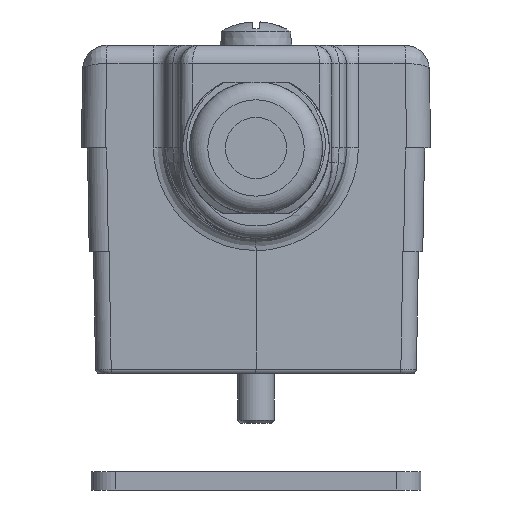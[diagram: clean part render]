
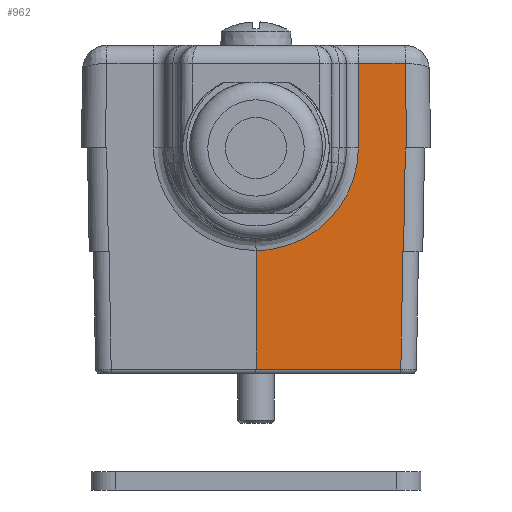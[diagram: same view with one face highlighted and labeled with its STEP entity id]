
A CAD part, left-side view. The second image highlights one B-rep face of the part: STEP entity #962.
In plain terms, the highlighted planar face has unit normal (-1, -0.018, 0).
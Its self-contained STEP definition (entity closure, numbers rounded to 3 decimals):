
#243=B_SPLINE_CURVE_WITH_KNOTS('',3,(#11054,#11055,#11056,#11057,#11058,
#11059),.UNSPECIFIED.,.F.,.F.,(4,2,4),(0.,0.5,1.),.UNSPECIFIED.);
#601=FACE_OUTER_BOUND('',#2720,.T.);
#962=ADVANCED_FACE('',(#601),#1281,.T.);
#1281=PLANE('',#6895);
#1576=LINE('',#10651,#2140);
#1587=LINE('',#10763,#2151);
#1604=LINE('',#10906,#2168);
#1612=LINE('',#10948,#2176);
#1618=LINE('',#10966,#2182);
#1622=LINE('',#10978,#2186);
#1628=LINE('',#11104,#2192);
#1629=LINE('',#11106,#2193);
#1630=LINE('',#11107,#2194);
#2140=VECTOR('',#7491,1.);
#2151=VECTOR('',#7542,1.);
#2168=VECTOR('',#7639,1.);
#2176=VECTOR('',#7671,1.);
#2182=VECTOR('',#7689,1.);
#2186=VECTOR('',#7701,1.);
#2192=VECTOR('',#7711,1.);
#2193=VECTOR('',#7714,1.);
#2194=VECTOR('',#7715,1.);
#2720=EDGE_LOOP('',(#3540,#3541,#3542,#3543,#3544,#3545,#3546,#3547,#3548,
#3549));
#3540=ORIENTED_EDGE('',*,*,#6002,.F.);
#3541=ORIENTED_EDGE('',*,*,#5883,.T.);
#3542=ORIENTED_EDGE('',*,*,#5907,.T.);
#3543=ORIENTED_EDGE('',*,*,#5988,.T.);
#3544=ORIENTED_EDGE('',*,*,#5997,.T.);
#3545=ORIENTED_EDGE('',*,*,#6001,.F.);
#3546=ORIENTED_EDGE('',*,*,#5956,.T.);
#3547=ORIENTED_EDGE('',*,*,#5982,.T.);
#3548=ORIENTED_EDGE('',*,*,#6003,.F.);
#3549=ORIENTED_EDGE('',*,*,#5973,.T.);
#5214=VERTEX_POINT('',#10585);
#5217=VERTEX_POINT('',#10649);
#5231=VERTEX_POINT('',#10764);
#5256=VERTEX_POINT('',#10887);
#5260=VERTEX_POINT('',#10905);
#5273=VERTEX_POINT('',#10946);
#5275=VERTEX_POINT('',#10949);
#5281=VERTEX_POINT('',#10967);
#5285=VERTEX_POINT('',#10979);
#5289=VERTEX_POINT('',#11004);
#5883=EDGE_CURVE('',#5217,#5214,#1576,.T.);
#5907=EDGE_CURVE('',#5214,#5231,#1587,.T.);
#5956=EDGE_CURVE('',#5256,#5260,#1604,.T.);
#5973=EDGE_CURVE('',#5275,#5273,#1612,.T.);
#5982=EDGE_CURVE('',#5260,#5281,#1618,.T.);
#5988=EDGE_CURVE('',#5231,#5285,#1622,.T.);
#5997=EDGE_CURVE('',#5285,#5289,#243,.T.);
#6001=EDGE_CURVE('',#5256,#5289,#1628,.T.);
#6002=EDGE_CURVE('',#5217,#5273,#1629,.T.);
#6003=EDGE_CURVE('',#5275,#5281,#1630,.T.);
#6895=AXIS2_PLACEMENT_3D('',#11108,#7716,#7717);
#7491=DIRECTION('',(0.,0.017,1.));
#7542=DIRECTION('',(-0.017,1.,0.));
#7639=DIRECTION('',(0.017,-1.,0.));
#7671=DIRECTION('',(0.,-0.017,1.));
#7689=DIRECTION('',(0.,-0.017,1.));
#7701=DIRECTION('',(0.,0.,-1.));
#7711=DIRECTION('',(0.,0.,1.));
#7714=DIRECTION('',(-0.017,1.,0.));
#7715=DIRECTION('',(-0.017,1.,0.));
#7716=DIRECTION('',(-1.,-0.017,0.));
#7717=DIRECTION('',(0.017,-1.,0.));
#10585=CARTESIAN_POINT('',(-1.436,-0.314,2.5));
#10649=CARTESIAN_POINT('',(-1.434,-0.435,-4.4));
#10651=CARTESIAN_POINT('',(-1.429,-0.754,-22.679));
#10763=CARTESIAN_POINT('',(-1.65,11.9,2.5));
#10764=CARTESIAN_POINT('',(-1.503,3.517,2.5));
#10887=CARTESIAN_POINT('',(-1.65,11.9,-22.5));
#10905=CARTESIAN_POINT('',(-1.443,0.043,-22.5));
#10906=CARTESIAN_POINT('',(-1.65,11.9,-22.5));
#10946=CARTESIAN_POINT('',(-1.436,-0.328,-4.4));
#10948=CARTESIAN_POINT('',(-1.442,-0.001,-23.108));
#10949=CARTESIAN_POINT('',(-1.439,-0.179,-12.9));
#10966=CARTESIAN_POINT('',(-1.44,-0.125,-12.878));
#10967=CARTESIAN_POINT('',(-1.44,-0.124,-12.9));
#10978=CARTESIAN_POINT('',(-1.503,3.517,-0.458));
#10979=CARTESIAN_POINT('',(-1.503,3.517,-4.4));
#11004=CARTESIAN_POINT('',(-1.65,11.9,-12.8));
#11054=CARTESIAN_POINT('',(-1.503,3.517,-4.4));
#11055=CARTESIAN_POINT('',(-1.503,3.517,-6.589));
#11056=CARTESIAN_POINT('',(-1.519,4.426,-8.785));
#11057=CARTESIAN_POINT('',(-1.573,7.517,-11.882));
#11058=CARTESIAN_POINT('',(-1.611,9.708,-12.795));
#11059=CARTESIAN_POINT('',(-1.65,11.9,-12.8));
#11104=CARTESIAN_POINT('',(-1.65,11.9,-22.9));
#11106=CARTESIAN_POINT('',(-1.65,11.9,-4.4));
#11107=CARTESIAN_POINT('',(-1.65,11.9,-12.9));
#11108=CARTESIAN_POINT('',(-1.65,11.9,-22.9));
